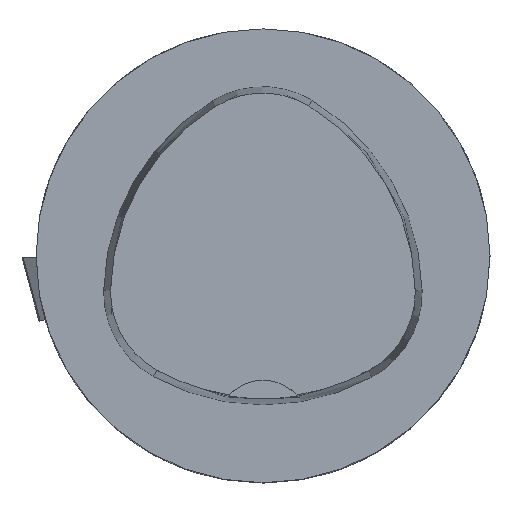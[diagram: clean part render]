
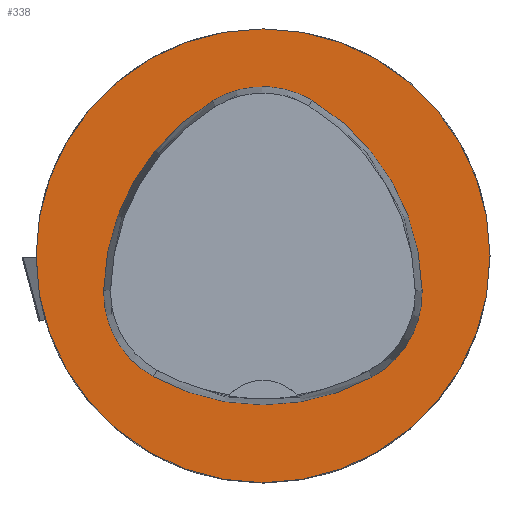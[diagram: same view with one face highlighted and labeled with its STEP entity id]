
A CAD part, top view. The second image highlights one B-rep face of the part: STEP entity #338.
In plain terms, the highlighted planar face has unit normal (0, 0, 1).
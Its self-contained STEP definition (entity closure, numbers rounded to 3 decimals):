
#125=FACE_BOUND('',#616,.T.);
#126=FACE_BOUND('',#617,.T.);
#238=CIRCLE('',#2295,20.);
#240=CIRCLE('',#2298,8.5);
#242=CIRCLE('',#2301,20.);
#244=CIRCLE('',#2304,8.5);
#248=CIRCLE('',#2309,20.);
#250=CIRCLE('',#2312,8.5);
#253=CIRCLE('',#2317,20.);
#338=ADVANCED_FACE('',(#125,#126),#409,.T.);
#409=PLANE('',#2318);
#616=EDGE_LOOP('',(#1160,#1161,#1162,#1163,#1164,#1165));
#617=EDGE_LOOP('',(#1166));
#1160=ORIENTED_EDGE('',*,*,#1727,.T.);
#1161=ORIENTED_EDGE('',*,*,#1707,.T.);
#1162=ORIENTED_EDGE('',*,*,#1711,.T.);
#1163=ORIENTED_EDGE('',*,*,#1714,.T.);
#1164=ORIENTED_EDGE('',*,*,#1717,.T.);
#1165=ORIENTED_EDGE('',*,*,#1725,.T.);
#1166=ORIENTED_EDGE('',*,*,#1730,.F.);
#1438=VERTEX_POINT('',#4362);
#1439=VERTEX_POINT('',#4363);
#1442=VERTEX_POINT('',#4371);
#1444=VERTEX_POINT('',#4377);
#1446=VERTEX_POINT('',#4383);
#1453=VERTEX_POINT('',#4404);
#1454=VERTEX_POINT('',#4414);
#1707=EDGE_CURVE('',#1438,#1439,#238,.T.);
#1711=EDGE_CURVE('',#1439,#1442,#240,.T.);
#1714=EDGE_CURVE('',#1442,#1444,#242,.T.);
#1717=EDGE_CURVE('',#1444,#1446,#244,.T.);
#1725=EDGE_CURVE('',#1446,#1453,#248,.T.);
#1727=EDGE_CURVE('',#1453,#1438,#250,.T.);
#1730=EDGE_CURVE('',#1454,#1454,#253,.T.);
#2295=AXIS2_PLACEMENT_3D('',#4361,#2778,#2779);
#2298=AXIS2_PLACEMENT_3D('',#4370,#2786,#2787);
#2301=AXIS2_PLACEMENT_3D('',#4376,#2793,#2794);
#2304=AXIS2_PLACEMENT_3D('',#4382,#2800,#2801);
#2309=AXIS2_PLACEMENT_3D('',#4405,#2812,#2813);
#2312=AXIS2_PLACEMENT_3D('',#4408,#2818,#2819);
#2317=AXIS2_PLACEMENT_3D('',#4413,#2828,#2829);
#2318=AXIS2_PLACEMENT_3D('',#4415,#2830,#2831);
#2778=DIRECTION('',(0.,0.,-1.));
#2779=DIRECTION('',(-1.,0.,0.));
#2786=DIRECTION('',(0.,0.,-1.));
#2787=DIRECTION('',(-1.,0.,0.));
#2793=DIRECTION('',(0.,0.,-1.));
#2794=DIRECTION('',(-1.,0.,0.));
#2800=DIRECTION('',(0.,0.,-1.));
#2801=DIRECTION('',(-1.,0.,0.));
#2812=DIRECTION('',(0.,0.,-1.));
#2813=DIRECTION('',(-1.,0.,0.));
#2818=DIRECTION('',(0.,0.,-1.));
#2819=DIRECTION('',(-1.,0.,0.));
#2828=DIRECTION('',(0.,0.,-1.));
#2829=DIRECTION('',(-1.,0.,0.));
#2830=DIRECTION('',(0.,0.,1.));
#2831=DIRECTION('',(1.,0.,0.));
#4361=CARTESIAN_POINT('',(5.955,-3.414,0.));
#4362=CARTESIAN_POINT('',(-14.041,-3.042,0.));
#4363=CARTESIAN_POINT('',(-4.472,13.653,0.));
#4370=CARTESIAN_POINT('',(-0.04,6.4,0.));
#4371=CARTESIAN_POINT('',(4.347,13.68,0.));
#4376=CARTESIAN_POINT('',(-5.976,-3.45,0.));
#4377=CARTESIAN_POINT('',(14.021,-3.075,0.));
#4382=CARTESIAN_POINT('',(5.522,-3.235,0.));
#4383=CARTESIAN_POINT('',(9.588,-10.699,0.));
#4404=CARTESIAN_POINT('',(-9.655,-10.639,0.));
#4405=CARTESIAN_POINT('',(0.022,6.864,0.));
#4408=CARTESIAN_POINT('',(-5.543,-3.2,0.));
#4413=CARTESIAN_POINT('',(0.,0.,0.));
#4414=CARTESIAN_POINT('',(-20.,0.,0.));
#4415=CARTESIAN_POINT('',(0.,0.,0.));
